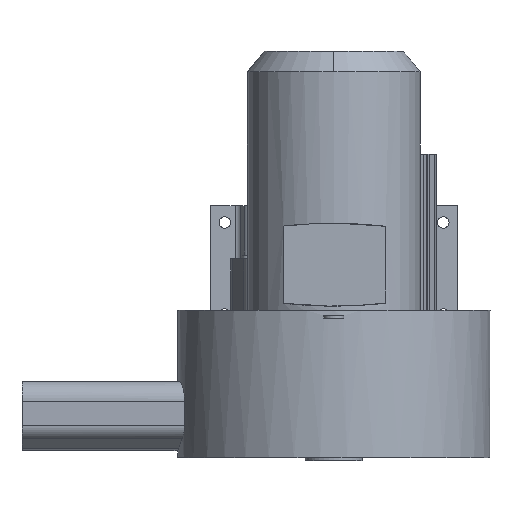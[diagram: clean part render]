
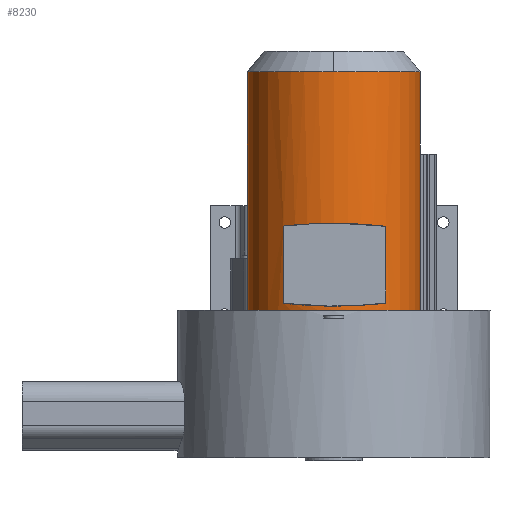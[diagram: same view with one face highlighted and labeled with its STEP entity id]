
A CAD part, front view. The second image highlights one B-rep face of the part: STEP entity #8230.
In plain terms, the highlighted cylindrical face has radius 89 mm (diameter 178 mm), a partial arc.
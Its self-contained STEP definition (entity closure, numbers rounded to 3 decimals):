
#250=CARTESIAN_POINT('',(0.,0.,58.45));
#251=DIRECTION('',(0.,0.,1.));
#252=DIRECTION('',(-1.,0.,0.));
#253=AXIS2_PLACEMENT_3D('',#250,#251,#252);
#2910=DIRECTION('',(0.,0.,1.));
#2911=VECTOR('',#2910,245.8);
#2912=CARTESIAN_POINT('',(89.,0.,58.45));
#2913=LINE('',#2912,#2911);
#2914=DIRECTION('',(0.,0.,1.));
#2915=VECTOR('',#2914,79.639);
#2916=CARTESIAN_POINT('',(-51.972,-72.249,
65.681));
#2917=LINE('',#2916,#2915);
#2918=CARTESIAN_POINT('',(-51.972,-72.249,
65.681));
#2919=CARTESIAN_POINT('',(-48.186,-74.972,
65.265));
#2920=CARTESIAN_POINT('',(-40.179,-79.828,
64.48));
#2921=CARTESIAN_POINT('',(-27.139,-85.151,
63.551));
#2922=CARTESIAN_POINT('',(-13.386,-88.363,
62.964));
#2923=CARTESIAN_POINT('',(0.659,-89.367,
62.779));
#2924=CARTESIAN_POINT('',(14.685,-88.155,63.011));
#2925=CARTESIAN_POINT('',(28.381,-84.748,63.64));
#2926=CARTESIAN_POINT('',(41.501,-79.168,64.617));
#2927=CARTESIAN_POINT('',(49.702,-73.99,65.45));
#2928=CARTESIAN_POINT('',(53.594,-71.054,65.893));
#2930=DIRECTION('',(0.,0.,1.));
#2931=VECTOR('',#2930,79.214);
#2932=CARTESIAN_POINT('',(53.594,-71.054,65.893));
#2933=LINE('',#2932,#2931);
#2934=CARTESIAN_POINT('',(53.594,-71.054,145.107));
#2935=CARTESIAN_POINT('',(49.773,-73.936,145.542));
#2936=CARTESIAN_POINT('',(41.698,-79.057,146.365));
#2937=CARTESIAN_POINT('',(28.639,-84.661,147.344));
#2938=CARTESIAN_POINT('',(14.919,-88.119,147.982));
#2939=CARTESIAN_POINT('',(0.836,-89.369,
148.222));
#2940=CARTESIAN_POINT('',(-13.268,-88.383,
148.04));
#2941=CARTESIAN_POINT('',(-27.054,-85.18,
147.454));
#2942=CARTESIAN_POINT('',(-40.135,-79.852,
146.524));
#2943=CARTESIAN_POINT('',(-48.172,-74.983,
145.736));
#2944=CARTESIAN_POINT('',(-51.972,-72.249,
145.32));
#2946=CARTESIAN_POINT('',(0.,0.,
304.25));
#2947=DIRECTION('',(0.,0.,1.));
#2948=DIRECTION('',(0.,-1.,0.));
#2949=AXIS2_PLACEMENT_3D('',#2946,#2947,#2948);
#2951=DIRECTION('',(0.,0.,1.));
#2952=VECTOR('',#2951,245.8);
#2953=CARTESIAN_POINT('',(-89.,0.,
58.45));
#2954=LINE('',#2953,#2952);
#2955=CARTESIAN_POINT('',(0.,0.,
304.25));
#2956=DIRECTION('',(0.,0.,1.));
#2957=DIRECTION('',(-1.,0.,0.));
#2958=AXIS2_PLACEMENT_3D('',#2955,#2956,#2957);
#3638=CARTESIAN_POINT('',(89.,0.,58.45));
#3639=CARTESIAN_POINT('',(-89.,0.,
58.45));
#3640=VERTEX_POINT('',#3638);
#3641=VERTEX_POINT('',#3639);
#3713=CARTESIAN_POINT('',(-51.972,-72.249,
65.681));
#3714=CARTESIAN_POINT('',(-51.972,-72.249,
145.32));
#3715=VERTEX_POINT('',#3713);
#3716=VERTEX_POINT('',#3714);
#3717=VERTEX_POINT('',#2928);
#3718=CARTESIAN_POINT('',(53.594,-71.054,145.107));
#3719=VERTEX_POINT('',#3718);
#3724=CARTESIAN_POINT('',(89.,0.,304.25));
#3726=VERTEX_POINT('',#3724);
#3728=CARTESIAN_POINT('',(-89.,0.,
304.25));
#3729=VERTEX_POINT('',#3728);
#3730=CARTESIAN_POINT('',(0.,-89.,
304.25));
#3731=VERTEX_POINT('',#3730);
#8207=CARTESIAN_POINT('',(0.,0.,
58.45));
#8208=DIRECTION('',(0.,0.,1.));
#8209=DIRECTION('',(1.,0.,0.));
#8210=AXIS2_PLACEMENT_3D('',#8207,#8208,#8209);
#8211=CYLINDRICAL_SURFACE('',#8210,89.);
#8212=ORIENTED_EDGE('',*,*,#8196,.T.);
#8213=ORIENTED_EDGE('',*,*,#8185,.F.);
#8214=ORIENTED_EDGE('',*,*,#3886,.F.);
#8215=ORIENTED_EDGE('',*,*,#8182,.T.);
#8217=ORIENTED_EDGE('',*,*,#8216,.T.);
#8218=EDGE_LOOP('',(#8212,#8213,#8214,#8215,#8217));
#8219=FACE_OUTER_BOUND('',#8218,.F.);
#8221=ORIENTED_EDGE('',*,*,#8220,.F.);
#8223=ORIENTED_EDGE('',*,*,#8222,.T.);
#8225=ORIENTED_EDGE('',*,*,#8224,.T.);
#8227=ORIENTED_EDGE('',*,*,#8226,.T.);
#8228=EDGE_LOOP('',(#8221,#8223,#8225,#8227));
#8229=FACE_BOUND('',#8228,.F.);
#8230=ADVANCED_FACE('',(#8219,#8229),#8211,.T.);
#254=CIRCLE('',#253,89.);
#2929=B_SPLINE_CURVE_WITH_KNOTS('',3,(#2918,#2919,#2920,#2921,#2922,#2923,#2924,
#2925,#2926,#2927,#2928),.UNSPECIFIED.,.F.,.F.,(4,1,1,1,1,1,1,1,4),(0.,
0.125,0.25,0.375,0.5,0.625,0.75,0.875,1.),.UNSPECIFIED.);
#2945=B_SPLINE_CURVE_WITH_KNOTS('',3,(#2934,#2935,#2936,#2937,#2938,#2939,#2940,
#2941,#2942,#2943,#2944),.UNSPECIFIED.,.F.,.F.,(4,1,1,1,1,1,1,1,4),(0.,
0.125,0.25,0.375,0.5,0.625,0.75,0.875,1.),.UNSPECIFIED.);
#2950=CIRCLE('',#2949,89.);
#2959=CIRCLE('',#2958,89.);
#3886=EDGE_CURVE('',#3641,#3640,#254,.T.);
#8182=EDGE_CURVE('',#3641,#3729,#2954,.T.);
#8185=EDGE_CURVE('',#3640,#3726,#2913,.T.);
#8196=EDGE_CURVE('',#3731,#3726,#2950,.T.);
#8216=EDGE_CURVE('',#3729,#3731,#2959,.T.);
#8220=EDGE_CURVE('',#3715,#3716,#2917,.T.);
#8222=EDGE_CURVE('',#3715,#3717,#2929,.T.);
#8224=EDGE_CURVE('',#3717,#3719,#2933,.T.);
#8226=EDGE_CURVE('',#3719,#3716,#2945,.T.);
